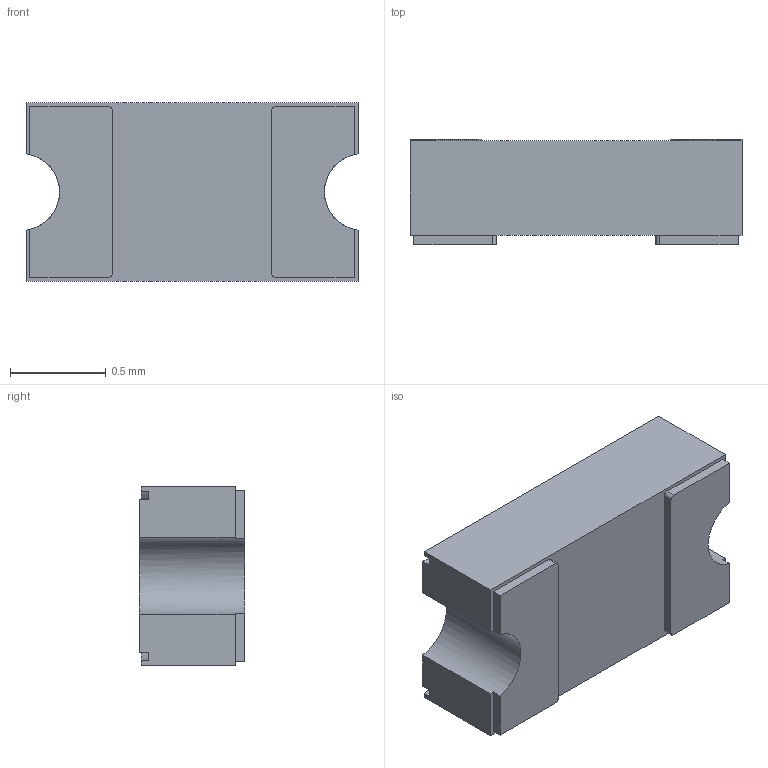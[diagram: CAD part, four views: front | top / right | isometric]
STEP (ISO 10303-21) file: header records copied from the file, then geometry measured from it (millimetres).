
FILE_DESCRIPTION (( 'STEP AP203' ), '1' );
FILE_NAME ('MF-FSHT016KX.STEP', '2020-06-24T07:08:02', ( '' ), ( '' ), 'SwSTEP 2.0', 'SolidWorks 2020', '' );
FILE_SCHEMA (( 'CONFIG_CONTROL_DESIGN' ));
Length unit declared in the file: millimetre
Products named in the file (1): MF-FSHT016KX
Bounding box: 1.73 x 0.55 x 0.93 mm (x, y, z)
Volume: 0.8 mm3; surface area: 6.3 mm2
Topology: 1 solids, 1 shells, 34 faces, 96 edges, 64 vertices
Faces by surface type: plane 24, cylinder 10
Entity records: 1181 total; most frequent: CARTESIAN_POINT 195, ORIENTED_EDGE 192, DIRECTION 190, EDGE_CURVE 96, LINE 72, VECTOR 72, VERTEX_POINT 64, AXIS2_PLACEMENT_3D 59
